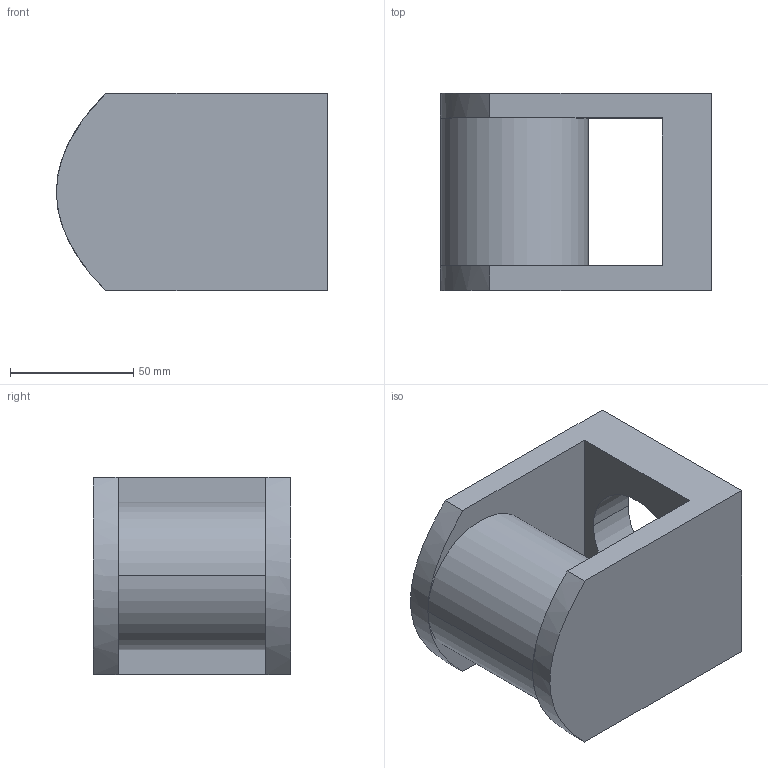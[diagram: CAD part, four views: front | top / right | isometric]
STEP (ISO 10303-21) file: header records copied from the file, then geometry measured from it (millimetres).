
FILE_DESCRIPTION(('CATIA V5 STEP Exchange'),'2;1');
FILE_NAME('R1.stp','2024-06-21T17:40:00+00:00',('none'),('none'),'CATIA Version 5 Release 21 GA (IN-10)','CATIA V5 STEP AP203','none');
FILE_SCHEMA(('CONFIG_CONTROL_DESIGN'));
Length unit declared in the file: millimetre
Products named in the file (1): Part10
Bounding box: 110 x 80 x 80 mm (x, y, z)
Volume: 391709.4 mm3; surface area: 53772.6 mm2
Topology: 1 solids, 1 shells, 14 faces, 43 edges, 29 vertices
Faces by surface type: plane 8, cylinder 4, extrusion 2
Entity records: 579 total; most frequent: CARTESIAN_POINT 161, ORIENTED_EDGE 86, DIRECTION 59, EDGE_CURVE 43, VERTEX_POINT 29, VECTOR 27, LINE 25, AXIS2_PLACEMENT_3D 23
